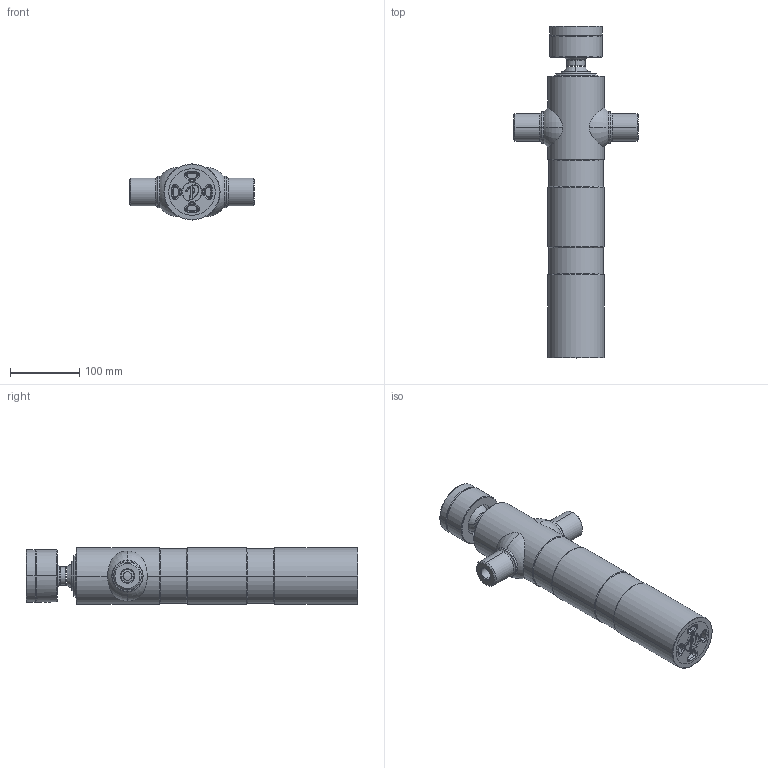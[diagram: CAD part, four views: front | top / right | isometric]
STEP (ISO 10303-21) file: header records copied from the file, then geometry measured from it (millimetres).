
FILE_DESCRIPTION (( 'STEP AP203' ), '1' );
FILE_NAME ('296.BGHR.STEP', '2014-10-06T12:47:02', ( '' ), ( '' ), 'SwSTEP 2.0', 'SolidWorks 2013', '' );
FILE_SCHEMA (( 'CONFIG_CONTROL_DESIGN' ));
Length unit declared in the file: millimetre
Products named in the file (1): 296.BGHR
Bounding box: 179.8 x 478 x 80.8 mm (x, y, z)
Surface area: 280921.5 mm2 (no closed solid volume)
Topology: 0 solids, 15 shells, 263 faces, 682 edges, 424 vertices
Faces by surface type: cylinder 74, torus 74, cone 71, plane 33, bspline 7, sphere 4
Entity records: 9654 total; most frequent: CARTESIAN_POINT 3154, DIRECTION 1519, ORIENTED_EDGE 1191, EDGE_CURVE 673, AXIS2_PLACEMENT_3D 651, VERTEX_POINT 419, CIRCLE 394, EDGE_LOOP 277
